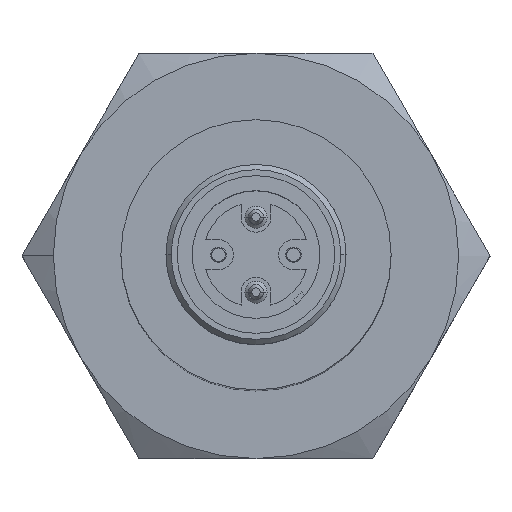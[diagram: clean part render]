
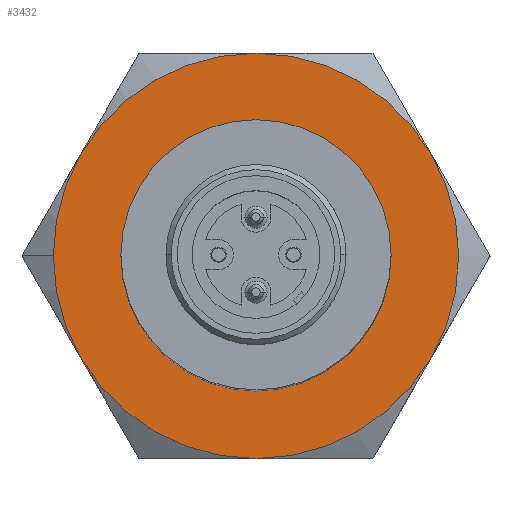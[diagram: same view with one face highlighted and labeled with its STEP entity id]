
A CAD part, top view. The second image highlights one B-rep face of the part: STEP entity #3432.
In plain terms, the highlighted planar face has unit normal (0, 0, 1).
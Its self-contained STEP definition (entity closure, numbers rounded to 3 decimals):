
#50 = CARTESIAN_POINT ( 'NONE',  ( 0., 13.5, 16.9 ) ) ;
#56 = DIRECTION ( 'NONE',  ( 0., 0., 1. ) ) ;
#100 = CARTESIAN_POINT ( 'NONE',  ( 0., 0., 16.9 ) ) ;
#112 = EDGE_CURVE ( 'NONE', #1075, #674, #1508, .T. ) ;
#133 = EDGE_CURVE ( 'NONE', #1438, #2847, #2123, .T. ) ;
#153 = DIRECTION ( 'NONE',  ( 1., 0., 0. ) ) ;
#163 = CIRCLE ( 'NONE', #984, 13.5 ) ;
#225 = AXIS2_PLACEMENT_3D ( 'NONE', #2559, #2545, #2521 ) ;
#286 = EDGE_CURVE ( 'NONE', #1667, #1241, #545, .T. ) ;
#315 = ORIENTED_EDGE ( 'NONE', *, *, #1540, .F. ) ;
#322 = CARTESIAN_POINT ( 'NONE',  ( -13.5, 0., 16.9 ) ) ;
#361 = DIRECTION ( 'NONE',  ( 0., 0., 1. ) ) ;
#362 = DIRECTION ( 'NONE',  ( 1., 0., 0. ) ) ;
#409 = DIRECTION ( 'NONE',  ( 0., 0., 1. ) ) ;
#422 = CARTESIAN_POINT ( 'NONE',  ( 0., 0., 16.9 ) ) ;
#450 = CARTESIAN_POINT ( 'NONE',  ( -9., 0., 16.9 ) ) ;
#460 = PLANE ( 'NONE',  #2075 ) ;
#545 = CIRCLE ( 'NONE', #1222, 13.5 ) ;
#600 = ORIENTED_EDGE ( 'NONE', *, *, #642, .T. ) ;
#622 = ORIENTED_EDGE ( 'NONE', *, *, #3013, .T. ) ;
#639 = CARTESIAN_POINT ( 'NONE',  ( 9., 0., 16.9 ) ) ;
#642 = EDGE_CURVE ( 'NONE', #1285, #1667, #1583, .T. ) ;
#674 = VERTEX_POINT ( 'NONE', #2196 ) ;
#685 = CARTESIAN_POINT ( 'NONE',  ( 0., 0., 16.9 ) ) ;
#757 = CARTESIAN_POINT ( 'NONE',  ( -11.691, 6.75, 16.9 ) ) ;
#822 = CIRCLE ( 'NONE', #1928, 13.5 ) ;
#838 = CARTESIAN_POINT ( 'NONE',  ( 0., 0., 16.9 ) ) ;
#887 = CARTESIAN_POINT ( 'NONE',  ( 11.691, -6.75, 16.9 ) ) ;
#935 = DIRECTION ( 'NONE',  ( 1., 0., 0. ) ) ;
#983 = EDGE_CURVE ( 'NONE', #2258, #1285, #822, .T. ) ;
#984 = AXIS2_PLACEMENT_3D ( 'NONE', #1955, #361, #2221 ) ;
#1031 = VERTEX_POINT ( 'NONE', #887 ) ;
#1050 = CARTESIAN_POINT ( 'NONE',  ( 0., 0., 16.9 ) ) ;
#1075 = VERTEX_POINT ( 'NONE', #3135 ) ;
#1118 = DIRECTION ( 'NONE',  ( 1., 0., 0. ) ) ;
#1119 = CIRCLE ( 'NONE', #2207, 13.5 ) ;
#1127 = AXIS2_PLACEMENT_3D ( 'NONE', #838, #2177, #1900 ) ;
#1143 = DIRECTION ( 'NONE',  ( 0., 0., 1. ) ) ;
#1148 = FACE_OUTER_BOUND ( 'NONE', #1304, .T. ) ;
#1158 = EDGE_CURVE ( 'NONE', #1031, #2258, #2903, .T. ) ;
#1173 = CARTESIAN_POINT ( 'NONE',  ( 0., 0., 16.9 ) ) ;
#1222 = AXIS2_PLACEMENT_3D ( 'NONE', #422, #409, #362 ) ;
#1241 = VERTEX_POINT ( 'NONE', #322 ) ;
#1285 = VERTEX_POINT ( 'NONE', #50 ) ;
#1304 = EDGE_LOOP ( 'NONE', ( #1753, #1474, #600, #2197, #2122, #3339, #622 ) ) ;
#1331 = DIRECTION ( 'NONE',  ( 1., 0., 0. ) ) ;
#1362 = DIRECTION ( 'NONE',  ( 0., 0., 1. ) ) ;
#1395 = DIRECTION ( 'NONE',  ( 1., 0., 0. ) ) ;
#1438 = VERTEX_POINT ( 'NONE', #639 ) ;
#1474 = ORIENTED_EDGE ( 'NONE', *, *, #983, .T. ) ;
#1508 = CIRCLE ( 'NONE', #2375, 13.5 ) ;
#1534 = DIRECTION ( 'NONE',  ( 1., 0., 0. ) ) ;
#1540 = EDGE_CURVE ( 'NONE', #2847, #1438, #2864, .T. ) ;
#1583 = CIRCLE ( 'NONE', #225, 13.5 ) ;
#1667 = VERTEX_POINT ( 'NONE', #757 ) ;
#1753 = ORIENTED_EDGE ( 'NONE', *, *, #1158, .T. ) ;
#1817 = EDGE_LOOP ( 'NONE', ( #315, #3087 ) ) ;
#1900 = DIRECTION ( 'NONE',  ( 1., 0., 0. ) ) ;
#1928 = AXIS2_PLACEMENT_3D ( 'NONE', #2219, #1362, #1395 ) ;
#1955 = CARTESIAN_POINT ( 'NONE',  ( 0., 0., 16.9 ) ) ;
#1980 = AXIS2_PLACEMENT_3D ( 'NONE', #685, #2541, #935 ) ;
#2075 = AXIS2_PLACEMENT_3D ( 'NONE', #2845, #3113, #1534 ) ;
#2122 = ORIENTED_EDGE ( 'NONE', *, *, #2332, .T. ) ;
#2123 = CIRCLE ( 'NONE', #2549, 9. ) ;
#2177 = DIRECTION ( 'NONE',  ( 0., 0., 1. ) ) ;
#2196 = CARTESIAN_POINT ( 'NONE',  ( 0., -13.5, 16.9 ) ) ;
#2197 = ORIENTED_EDGE ( 'NONE', *, *, #286, .T. ) ;
#2207 = AXIS2_PLACEMENT_3D ( 'NONE', #1050, #2926, #1331 ) ;
#2219 = CARTESIAN_POINT ( 'NONE',  ( 0., 0., 16.9 ) ) ;
#2221 = DIRECTION ( 'NONE',  ( 1., 0., 0. ) ) ;
#2258 = VERTEX_POINT ( 'NONE', #3234 ) ;
#2332 = EDGE_CURVE ( 'NONE', #1241, #1075, #163, .T. ) ;
#2375 = AXIS2_PLACEMENT_3D ( 'NONE', #1173, #1143, #1118 ) ;
#2521 = DIRECTION ( 'NONE',  ( 1., 0., 0. ) ) ;
#2541 = DIRECTION ( 'NONE',  ( 0., 0., 1. ) ) ;
#2545 = DIRECTION ( 'NONE',  ( 0., 0., 1. ) ) ;
#2549 = AXIS2_PLACEMENT_3D ( 'NONE', #100, #56, #153 ) ;
#2559 = CARTESIAN_POINT ( 'NONE',  ( 0., 0., 16.9 ) ) ;
#2845 = CARTESIAN_POINT ( 'NONE',  ( 0., 0., 16.9 ) ) ;
#2847 = VERTEX_POINT ( 'NONE', #450 ) ;
#2864 = CIRCLE ( 'NONE', #1980, 9. ) ;
#2903 = CIRCLE ( 'NONE', #1127, 13.5 ) ;
#2926 = DIRECTION ( 'NONE',  ( 0., 0., 1. ) ) ;
#3013 = EDGE_CURVE ( 'NONE', #674, #1031, #1119, .T. ) ;
#3087 = ORIENTED_EDGE ( 'NONE', *, *, #133, .F. ) ;
#3113 = DIRECTION ( 'NONE',  ( 0., 0., 1. ) ) ;
#3135 = CARTESIAN_POINT ( 'NONE',  ( -11.691, -6.75, 16.9 ) ) ;
#3191 = FACE_BOUND ( 'NONE', #1817, .T. ) ;
#3234 = CARTESIAN_POINT ( 'NONE',  ( 11.691, 6.75, 16.9 ) ) ;
#3339 = ORIENTED_EDGE ( 'NONE', *, *, #112, .T. ) ;
#3432 = ADVANCED_FACE ( 'NONE', ( #3191, #1148 ), #460, .T. ) ;
